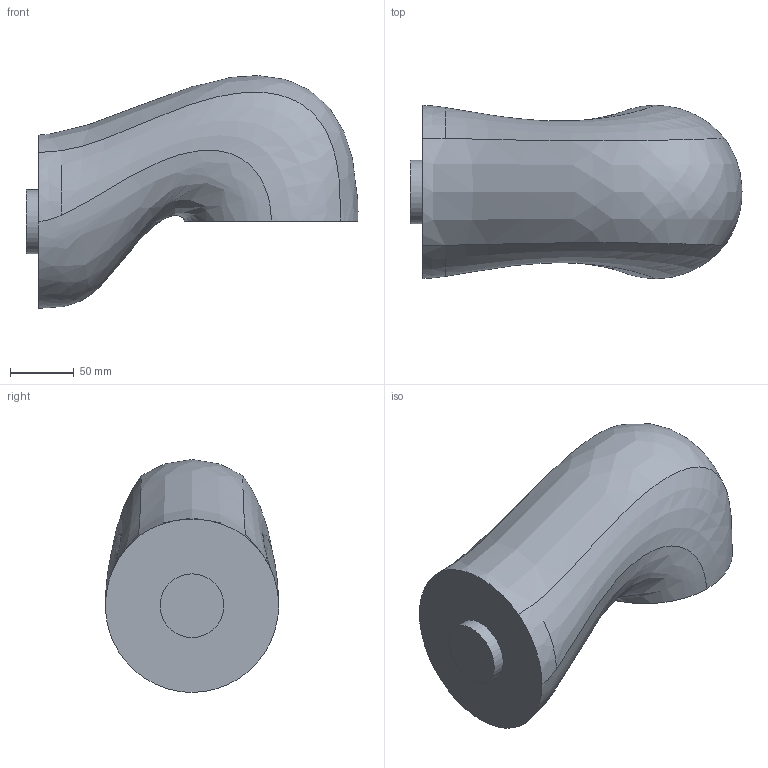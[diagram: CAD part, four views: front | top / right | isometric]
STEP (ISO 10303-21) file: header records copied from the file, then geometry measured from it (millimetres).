
FILE_DESCRIPTION(('HOOPS Exchange Step'),'2;1');
FILE_NAME('temp_export','2023-05-18T14:15:26+01:00',('jorgemartins'),('Shapr3D Limited'),'HOOPS Exchange 2022.2','Shapr3D','Authorized');
FILE_SCHEMA( ('AUTOMOTIVE_DESIGN { 1 0 10303 214 1 1 1 1 }') );
Length unit declared in the file: millimetre
Products named in the file (2): LBR Med 7 R800.stp; root
Assembly tree (1 placements, depth 2):
  root
    LBR Med 7 R800.stp
Bounding box: 260.45 x 135.96 x 182.57 mm (x, y, z)
Volume: 2695759.1 mm3; surface area: 122131.5 mm2
Topology: 1 solids, 1 shells, 13 faces, 27 edges, 18 vertices
Faces by surface type: bspline 7, plane 4, cylinder 2
Full cylindrical faces by diameter (mm): 50 x2
Entity records: 3708 total; most frequent: CARTESIAN_POINT 3443, ORIENTED_EDGE 54, EDGE_CURVE 27, DIRECTION 26, B_SPLINE_CURVE_WITH_KNOTS 21, VERTEX_POINT 18, EDGE_LOOP 15, FACE_BOUND 15
